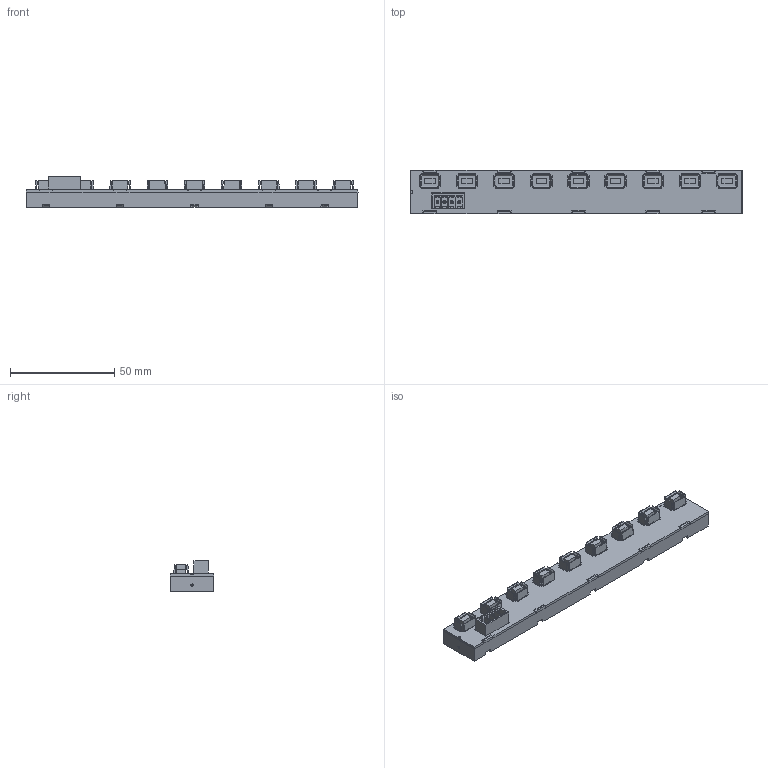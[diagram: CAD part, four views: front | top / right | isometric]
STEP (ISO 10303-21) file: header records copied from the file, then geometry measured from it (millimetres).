
FILE_DESCRIPTION(('STEP AP214'),'1');
FILE_NAME('cctmp_674A5310-454B-4940-B018-CD6F4F9C1AE7_2023_07_24_21_18_51_0864..stp','2023-07-24T19:18:52',('SIEMENS A&D'),('CADClick - www.CADClick.com'),'Spatial InterOp 3D postprocessed',' ','unknown authorization');
FILE_SCHEMA(('AUTOMOTIVE_DESIGN'));
Length unit declared in the file: millimetre
Products named in the file (1): 2023_07_24_21_18_51_0817
Bounding box: 159 x 21 x 14.81 mm (x, y, z)
Volume: 28809.5 mm3; surface area: 14191 mm2
Topology: 1 solids, 1 shells, 1000 faces, 2681 edges, 1741 vertices
Faces by surface type: plane 804, cylinder 169, cone 15, extrusion 8, sphere 4
Entity records: 33803 total; most frequent: CARTESIAN_POINT 6662, ORIENTED_EDGE 5358, DIRECTION 4407, EDGE_CURVE 2679, VECTOR 2253, LINE 2245, VERTEX_POINT 1740, AXIS2_PLACEMENT_3D 1077
